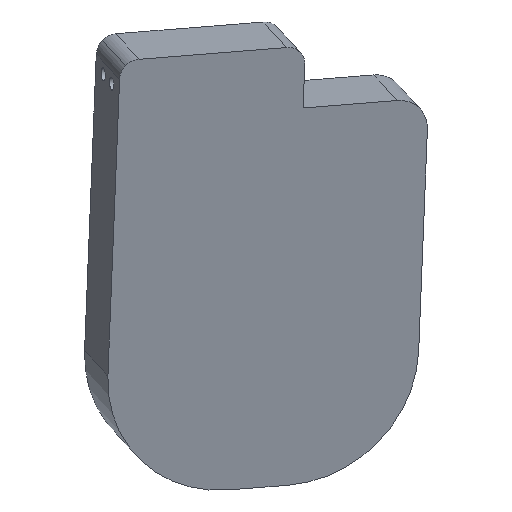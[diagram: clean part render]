
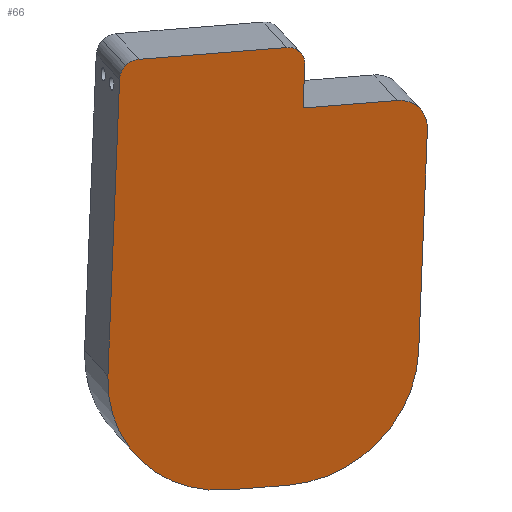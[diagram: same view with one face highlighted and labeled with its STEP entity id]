
A CAD part, left-side view. The second image highlights one B-rep face of the part: STEP entity #66.
In plain terms, the highlighted planar face has unit normal (-0.887, -0.312, -0.342).
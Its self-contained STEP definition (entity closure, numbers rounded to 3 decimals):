
#66=ADVANCED_FACE('',(#107),#108,.F.);
#107=FACE_OUTER_BOUND('',#158,.T.);
#108=PLANE('',#159);
#158=EDGE_LOOP('',(#284,#285,#286,#287,#288,#289,#290,#291,#292,#293,#294,#295,#296,#297,#298,#299));
#159=AXIS2_PLACEMENT_3D('',#300,#301,#302);
#284=ORIENTED_EDGE('',*,*,#391,.F.);
#285=ORIENTED_EDGE('',*,*,#426,.T.);
#286=ORIENTED_EDGE('',*,*,#401,.F.);
#287=ORIENTED_EDGE('',*,*,#406,.F.);
#288=ORIENTED_EDGE('',*,*,#409,.F.);
#289=ORIENTED_EDGE('',*,*,#410,.F.);
#290=ORIENTED_EDGE('',*,*,#399,.F.);
#291=ORIENTED_EDGE('',*,*,#419,.F.);
#292=ORIENTED_EDGE('',*,*,#393,.F.);
#293=ORIENTED_EDGE('',*,*,#414,.F.);
#294=ORIENTED_EDGE('',*,*,#416,.F.);
#295=ORIENTED_EDGE('',*,*,#427,.F.);
#296=ORIENTED_EDGE('',*,*,#385,.F.);
#297=ORIENTED_EDGE('',*,*,#428,.F.);
#298=ORIENTED_EDGE('',*,*,#423,.F.);
#299=ORIENTED_EDGE('',*,*,#420,.F.);
#300=CARTESIAN_POINT('',(80.126,95.61,5.506));
#301=DIRECTION('',(0.887,0.312,0.342));
#302=DIRECTION('',(0.348,0.037,-0.937));
#385=EDGE_CURVE('',#454,#457,#458,.T.);
#391=EDGE_CURVE('',#467,#463,#469,.T.);
#393=EDGE_CURVE('',#470,#473,#474,.T.);
#399=EDGE_CURVE('',#483,#479,#485,.T.);
#401=EDGE_CURVE('',#486,#489,#490,.T.);
#406=EDGE_CURVE('',#496,#486,#498,.T.);
#409=EDGE_CURVE('',#501,#496,#503,.T.);
#410=EDGE_CURVE('',#479,#501,#504,.T.);
#414=EDGE_CURVE('',#508,#470,#510,.T.);
#416=EDGE_CURVE('',#512,#508,#514,.F.);
#419=EDGE_CURVE('',#473,#483,#517,.T.);
#420=EDGE_CURVE('',#463,#518,#519,.T.);
#423=EDGE_CURVE('',#518,#523,#524,.T.);
#426=EDGE_CURVE('',#467,#489,#528,.T.);
#427=EDGE_CURVE('',#457,#512,#529,.T.);
#428=EDGE_CURVE('',#523,#454,#530,.T.);
#454=VERTEX_POINT('',#562);
#457=VERTEX_POINT('',#566);
#458=CIRCLE('',#567,3.0);
#463=VERTEX_POINT('',#573);
#467=VERTEX_POINT('',#578);
#469=CIRCLE('',#581,3.0);
#470=VERTEX_POINT('',#582);
#473=VERTEX_POINT('',#586);
#474=CIRCLE('',#587,5.0);
#479=VERTEX_POINT('',#593);
#483=VERTEX_POINT('',#598);
#485=CIRCLE('',#601,20.0);
#486=VERTEX_POINT('',#602);
#489=VERTEX_POINT('',#606);
#490=CIRCLE('',#607,20.0);
#496=VERTEX_POINT('',#614);
#498=CIRCLE('',#617,20.0);
#501=VERTEX_POINT('',#621);
#503=LINE('',#624,#625);
#504=CIRCLE('',#626,20.0);
#508=VERTEX_POINT('',#630);
#510=CIRCLE('',#633,5.0);
#512=VERTEX_POINT('',#635);
#514=LINE('',#638,#639);
#517=LINE('',#644,#645);
#518=VERTEX_POINT('',#646);
#519=CIRCLE('',#647,3.0);
#523=VERTEX_POINT('',#652);
#524=LINE('',#653,#654);
#528=LINE('',#660,#661);
#529=LINE('',#662,#663);
#530=CIRCLE('',#664,3.0);
#562=CARTESIAN_POINT('',(69.279,90.659,38.187));
#566=CARTESIAN_POINT('',(70.284,89.903,36.266));
#567=AXIS2_PLACEMENT_3D('',#695,#696,#697);
#573=CARTESIAN_POINT('',(60.828,117.,36.086));
#578=CARTESIAN_POINT('',(61.298,117.913,34.032));
#581=AXIS2_PLACEMENT_3D('',#707,#708,#709);
#582=CARTESIAN_POINT('',(78.875,72.617,29.74));
#586=CARTESIAN_POINT('',(80.551,71.357,26.539));
#587=AXIS2_PLACEMENT_3D('',#711,#712,#713);
#593=CARTESIAN_POINT('',(96.175,78.765,-20.785));
#598=CARTESIAN_POINT('',(93.039,72.681,-7.093));
#601=AXIS2_PLACEMENT_3D('',#723,#724,#725);
#602=CARTESIAN_POINT('',(84.665,114.639,-23.647));
#606=CARTESIAN_POINT('',(77.961,119.679,-10.842));
#607=AXIS2_PLACEMENT_3D('',#727,#728,#729);
#614=CARTESIAN_POINT('',(91.011,101.428,-28.063));
#617=AXIS2_PLACEMENT_3D('',#738,#739,#740);
#621=CARTESIAN_POINT('',(93.905,92.408,-27.344));
#624=CARTESIAN_POINT('',(92.458,96.918,-27.704));
#625=VECTOR('',#743,1.);
#626=AXIS2_PLACEMENT_3D('',#744,#745,#746);
#630=CARTESIAN_POINT('',(77.289,75.92,30.844));
#633=AXIS2_PLACEMENT_3D('',#754,#755,#756);
#635=CARTESIAN_POINT('',(72.719,90.162,29.708));
#638=CARTESIAN_POINT('',(71.272,94.672,29.348));
#639=VECTOR('',#758,1.);
#644=CARTESIAN_POINT('',(87.665,72.111,7.381));
#645=VECTOR('',#761,1.);
#646=CARTESIAN_POINT('',(61.168,114.953,37.069));
#647=AXIS2_PLACEMENT_3D('',#762,#763,#764);
#652=CARTESIAN_POINT('',(68.327,92.641,38.849));
#653=CARTESIAN_POINT('',(67.794,94.303,38.717));
#654=VECTOR('',#769,1.);
#660=CARTESIAN_POINT('',(72.586,119.11,3.632));
#661=VECTOR('',#772,1.);
#662=CARTESIAN_POINT('',(81.573,91.1,5.866));
#663=VECTOR('',#773,1.);
#664=AXIS2_PLACEMENT_3D('',#774,#775,#776);
#695=CARTESIAN_POINT('',(69.37,92.752,36.039));
#696=DIRECTION('',(0.887,0.312,0.342));
#697=DIRECTION('',(-0.031,-0.697,0.716));
#707=CARTESIAN_POINT('',(62.212,115.064,34.259));
#708=DIRECTION('',(0.887,0.312,0.342));
#709=DIRECTION('',(-0.461,0.645,0.609));
#711=CARTESIAN_POINT('',(79.028,76.104,26.16));
#712=DIRECTION('',(0.887,0.312,0.342));
#713=DIRECTION('',(-0.031,-0.697,0.716));
#723=CARTESIAN_POINT('',(86.947,91.67,-8.608));
#724=DIRECTION('',(0.887,0.312,0.342));
#725=DIRECTION('',(0.461,-0.645,-0.609));
#727=CARTESIAN_POINT('',(84.053,100.69,-9.327));
#728=DIRECTION('',(0.887,0.312,0.342));
#729=DIRECTION('',(0.031,0.697,-0.716));
#738=CARTESIAN_POINT('',(84.053,100.69,-9.327));
#739=DIRECTION('',(0.887,0.312,0.342));
#740=DIRECTION('',(0.031,0.697,-0.716));
#743=DIRECTION('',(-0.305,0.949,-0.076));
#744=CARTESIAN_POINT('',(86.947,91.67,-8.608));
#745=DIRECTION('',(0.887,0.312,0.342));
#746=DIRECTION('',(0.461,-0.645,-0.609));
#754=CARTESIAN_POINT('',(79.028,76.104,26.16));
#755=DIRECTION('',(0.887,0.312,0.342));
#756=DIRECTION('',(-0.031,-0.697,0.716));
#758=DIRECTION('',(-0.305,0.949,-0.076));
#761=DIRECTION('',(0.348,0.037,-0.937));
#762=CARTESIAN_POINT('',(62.212,115.064,34.259));
#763=DIRECTION('',(0.887,0.312,0.342));
#764=DIRECTION('',(-0.461,0.645,0.609));
#769=DIRECTION('',(0.305,-0.949,0.076));
#772=DIRECTION('',(0.348,0.037,-0.937));
#773=DIRECTION('',(0.348,0.037,-0.937));
#774=CARTESIAN_POINT('',(69.37,92.752,36.039));
#775=DIRECTION('',(0.887,0.312,0.342));
#776=DIRECTION('',(-0.031,-0.697,0.716));
